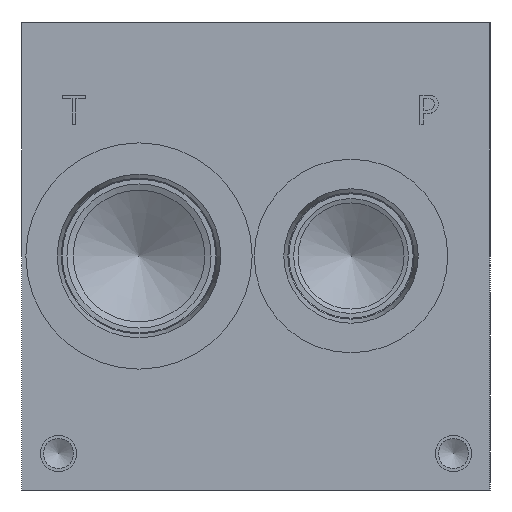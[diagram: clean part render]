
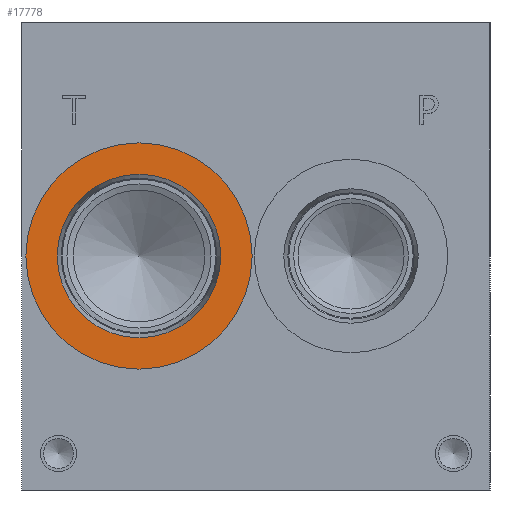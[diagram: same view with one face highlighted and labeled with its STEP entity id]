
A CAD part, left-side view. The second image highlights one B-rep face of the part: STEP entity #17778.
In plain terms, the highlighted planar face has unit normal (-1, 0, 0).
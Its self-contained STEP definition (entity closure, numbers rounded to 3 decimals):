
#407=CIRCLE('',#18661,24.562);
#408=CIRCLE('',#18662,24.562);
#409=CIRCLE('',#18664,17.755);
#410=CIRCLE('',#18665,17.755);
#948=FACE_BOUND('',#3217,.T.);
#1463=PLANE('',#18663);
#2183=FACE_OUTER_BOUND('',#3216,.T.);
#3216=EDGE_LOOP('',(#14925,#14926));
#3217=EDGE_LOOP('',(#14927,#14928));
#8294=VERTEX_POINT('',#29859);
#8295=VERTEX_POINT('',#29861);
#8296=VERTEX_POINT('',#29865);
#8297=VERTEX_POINT('',#29866);
#10634=EDGE_CURVE('',#8294,#8295,#407,.T.);
#10635=EDGE_CURVE('',#8295,#8294,#408,.T.);
#10636=EDGE_CURVE('',#8296,#8297,#409,.T.);
#10637=EDGE_CURVE('',#8297,#8296,#410,.T.);
#14925=ORIENTED_EDGE('',*,*,#10635,.F.);
#14926=ORIENTED_EDGE('',*,*,#10634,.F.);
#14927=ORIENTED_EDGE('',*,*,#10636,.T.);
#14928=ORIENTED_EDGE('',*,*,#10637,.T.);
#17778=ADVANCED_FACE('',(#2183,#948),#1463,.F.);
#18661=AXIS2_PLACEMENT_3D('',#29862,#21899,#21900);
#18662=AXIS2_PLACEMENT_3D('',#29863,#21901,#21902);
#18663=AXIS2_PLACEMENT_3D('',#29864,#21903,#21904);
#18664=AXIS2_PLACEMENT_3D('',#29867,#21905,#21906);
#18665=AXIS2_PLACEMENT_3D('',#29868,#21907,#21908);
#21899=DIRECTION('center_axis',(1.,0.,0.));
#21900=DIRECTION('ref_axis',(0.,0.,-1.));
#21901=DIRECTION('center_axis',(1.,0.,0.));
#21902=DIRECTION('ref_axis',(0.,0.,-1.));
#21903=DIRECTION('center_axis',(1.,0.,0.));
#21904=DIRECTION('ref_axis',(0.,0.,-1.));
#21905=DIRECTION('center_axis',(1.,0.,0.));
#21906=DIRECTION('ref_axis',(0.,0.,-1.));
#21907=DIRECTION('center_axis',(1.,0.,0.));
#21908=DIRECTION('ref_axis',(0.,0.,-1.));
#29859=CARTESIAN_POINT('',(0.787,76.2,26.238));
#29861=CARTESIAN_POINT('',(0.787,76.2,75.362));
#29862=CARTESIAN_POINT('Origin',(0.787,76.2,50.8));
#29863=CARTESIAN_POINT('Origin',(0.787,76.2,50.8));
#29864=CARTESIAN_POINT('Origin',(0.787,76.2,68.555));
#29865=CARTESIAN_POINT('',(0.787,76.2,68.555));
#29866=CARTESIAN_POINT('',(0.787,76.2,33.045));
#29867=CARTESIAN_POINT('Origin',(0.787,76.2,50.8));
#29868=CARTESIAN_POINT('Origin',(0.787,76.2,50.8));
